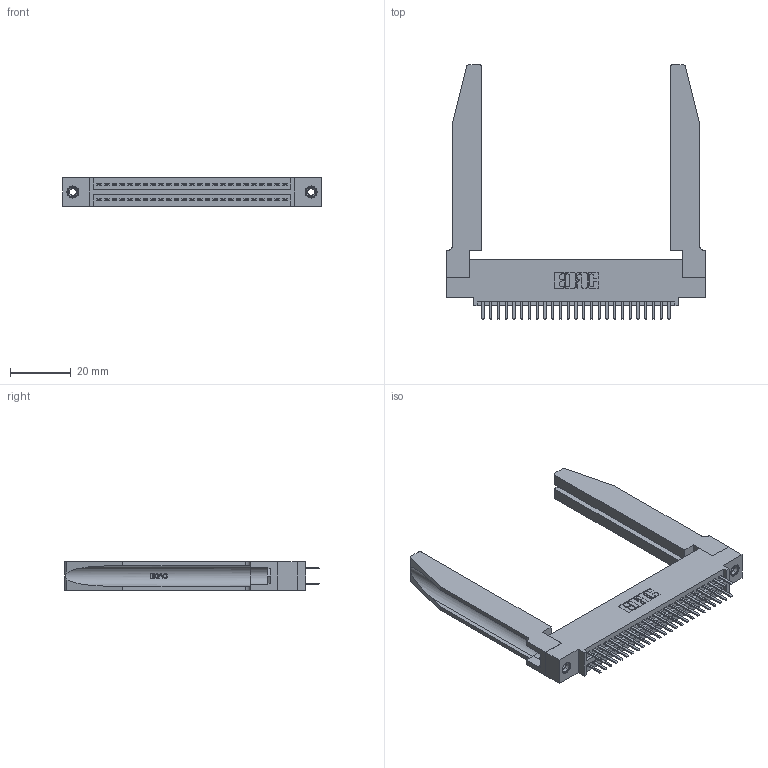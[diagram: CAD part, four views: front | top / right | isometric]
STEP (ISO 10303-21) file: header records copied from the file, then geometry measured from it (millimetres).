
FILE_DESCRIPTION (( 'STEP AP203' ), '1' );
FILE_NAME ('395-050-520-578.STEP', '2019-10-19T06:49:56', ( '' ), ( '' ), 'SwSTEP 2.0', 'SolidWorks 2016', '' );
FILE_SCHEMA (( 'CONFIG_CONTROL_DESIGN' ));
Length unit declared in the file: inch
Products named in the file (5): 345 Part_0.110 Offset - 0.156 Dia-TH; 345-292-001_345-293-120; 345-250-001_345-250-001-102; 345-220-078_345-220-078; 395-050-520-578
Assembly tree (55 placements, depth 2):
  395-050-520-578
    345 Part_0.110 Offset - 0.156 Dia-TH
    345-292-001_345-293-120  x50
    345-250-001_345-250-001-102  x2
    345-220-078_345-220-078  x2
Bounding box: 84.73 x 83.44 x 9.4 mm (x, y, z)
Volume: 15748.5 mm3; surface area: 18348.2 mm2
Topology: 55 solids, 55 shells, 3064 faces, 8811 edges, 5730 vertices
Faces by surface type: plane 1976, cylinder 1036, bspline 36, cone 12, torus 4
Entity records: 26890 total; most frequent: CARTESIAN_POINT 5455, ORIENTED_EDGE 4274, DIRECTION 3811, EDGE_CURVE 2137, VECTOR 1807, LINE 1807, VERTEX_POINT 1416, AXIS2_PLACEMENT_3D 1002
